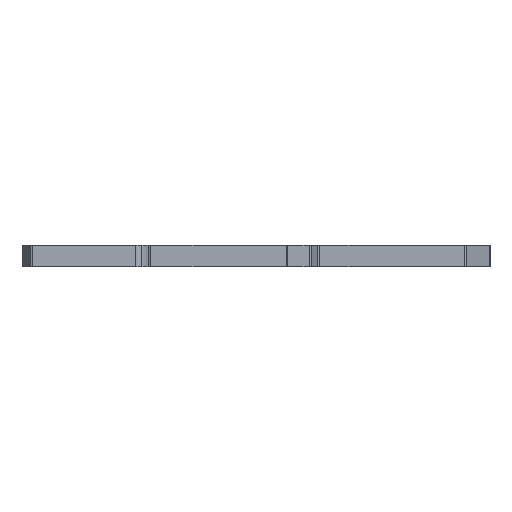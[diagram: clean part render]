
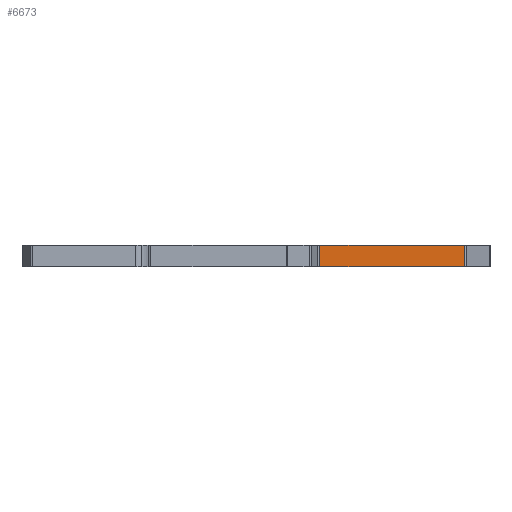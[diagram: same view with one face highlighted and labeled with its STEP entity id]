
A CAD part, front view. The second image highlights one B-rep face of the part: STEP entity #6673.
In plain terms, the highlighted planar face has unit normal (0, -1, 0).
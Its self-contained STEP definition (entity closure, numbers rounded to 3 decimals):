
#937=DIRECTION('',(-1.,0.,0.));
#938=VECTOR('',#937,32.948);
#939=CARTESIAN_POINT('',(57.126,-23.,2.5));
#940=LINE('',#939,#938);
#2250=DIRECTION('',(0.,0.,1.));
#2251=VECTOR('',#2250,5.);
#2252=CARTESIAN_POINT('',(57.126,-23.,-2.5));
#2253=LINE('',#2252,#2251);
#2258=DIRECTION('',(-1.,0.,0.));
#2259=VECTOR('',#2258,32.948);
#2260=CARTESIAN_POINT('',(57.126,-23.,-2.5));
#2261=LINE('',#2260,#2259);
#2266=DIRECTION('',(0.,0.,-1.));
#2267=VECTOR('',#2266,5.);
#2268=CARTESIAN_POINT('',(24.178,-23.,2.5));
#2269=LINE('',#2268,#2267);
#2858=CARTESIAN_POINT('',(24.178,-23.,-2.5));
#2859=VERTEX_POINT('',#2858);
#2860=CARTESIAN_POINT('',(57.126,-23.,-2.5));
#2861=VERTEX_POINT('',#2860);
#3312=CARTESIAN_POINT('',(57.126,-23.,2.5));
#3313=VERTEX_POINT('',#3312);
#3314=CARTESIAN_POINT('',(24.178,-23.,2.5));
#3315=VERTEX_POINT('',#3314);
#6661=CARTESIAN_POINT('',(24.178,-23.,-2.5));
#6662=DIRECTION('',(0.,-1.,0.));
#6663=DIRECTION('',(1.,0.,0.));
#6664=AXIS2_PLACEMENT_3D('',#6661,#6662,#6663);
#6665=PLANE('',#6664);
#6666=ORIENTED_EDGE('',*,*,#3775,.T.);
#6668=ORIENTED_EDGE('',*,*,#6667,.F.);
#6669=ORIENTED_EDGE('',*,*,#4261,.F.);
#6670=ORIENTED_EDGE('',*,*,#6654,.F.);
#6671=EDGE_LOOP('',(#6666,#6668,#6669,#6670));
#6672=FACE_OUTER_BOUND('',#6671,.F.);
#3775=EDGE_CURVE('',#2861,#2859,#2261,.T.);
#4261=EDGE_CURVE('',#3313,#3315,#940,.T.);
#6654=EDGE_CURVE('',#2861,#3313,#2253,.T.);
#6667=EDGE_CURVE('',#3315,#2859,#2269,.T.);
#6673=ADVANCED_FACE('',(#6672),#6665,.T.);
